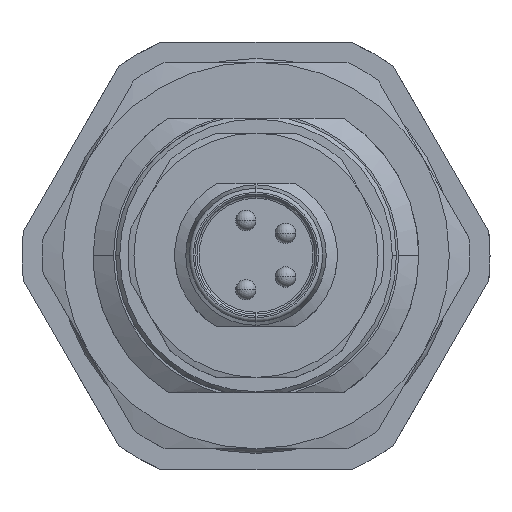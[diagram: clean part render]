
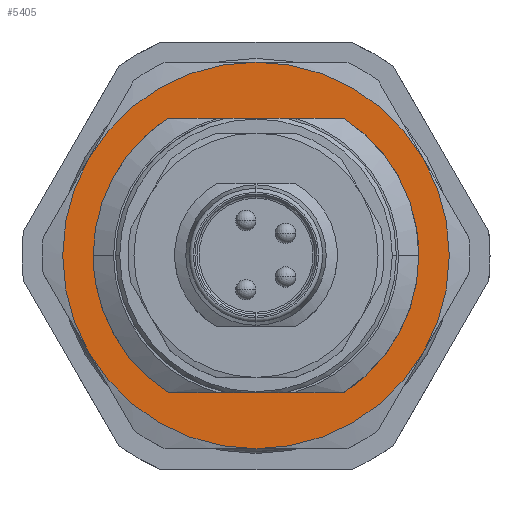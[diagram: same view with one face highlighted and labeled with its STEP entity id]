
A CAD part, top view. The second image highlights one B-rep face of the part: STEP entity #5405.
In plain terms, the highlighted planar face has unit normal (0, 0, 1).
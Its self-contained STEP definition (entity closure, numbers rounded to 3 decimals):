
#5169=AXIS2_PLACEMENT_3D('Circle Axis2P3D',#5167,#5168,$) ;
#5186=AXIS2_PLACEMENT_3D('Circle Axis2P3D',#5184,#5185,$) ;
#5203=AXIS2_PLACEMENT_3D('Circle Axis2P3D',#5201,#5202,$) ;
#5220=AXIS2_PLACEMENT_3D('Circle Axis2P3D',#5218,#5219,$) ;
#5237=AXIS2_PLACEMENT_3D('Circle Axis2P3D',#5235,#5236,$) ;
#5254=AXIS2_PLACEMENT_3D('Circle Axis2P3D',#5252,#5253,$) ;
#5315=AXIS2_PLACEMENT_3D('Plane Axis2P3D',#5312,#5313,#5314) ;
#4805=CARTESIAN_POINT('Vertex',(11.5,1.,33.2)) ;
#4867=CARTESIAN_POINT('Vertex',(3.273,5.75,33.2)) ;
#4929=CARTESIAN_POINT('Vertex',(3.273,15.25,33.2)) ;
#4991=CARTESIAN_POINT('Vertex',(11.5,20.,33.2)) ;
#5053=CARTESIAN_POINT('Vertex',(19.727,15.25,33.2)) ;
#5115=CARTESIAN_POINT('Vertex',(19.727,5.75,33.2)) ;
#5167=CARTESIAN_POINT('Axis2P3D Location',(11.5,10.5,33.2)) ;
#5184=CARTESIAN_POINT('Axis2P3D Location',(11.5,10.5,33.2)) ;
#5201=CARTESIAN_POINT('Axis2P3D Location',(11.5,10.5,33.2)) ;
#5218=CARTESIAN_POINT('Axis2P3D Location',(11.5,10.5,33.2)) ;
#5235=CARTESIAN_POINT('Axis2P3D Location',(11.5,10.5,33.2)) ;
#5252=CARTESIAN_POINT('Axis2P3D Location',(11.5,10.5,33.2)) ;
#5312=CARTESIAN_POINT('Axis2P3D Location',(11.5,10.5,33.2)) ;
#5325=CARTESIAN_POINT('Line Origine',(11.5,17.25,33.2)) ;
#5329=CARTESIAN_POINT('Vertex',(15.794,17.25,33.2)) ;
#5331=CARTESIAN_POINT('Vertex',(7.206,17.25,33.2)) ;
#5335=CARTESIAN_POINT('Control Point',(15.794,17.25,33.2)) ;
#5336=CARTESIAN_POINT('Control Point',(16.495,16.804,33.2)) ;
#5337=CARTESIAN_POINT('Control Point',(17.139,16.266,33.2)) ;
#5338=CARTESIAN_POINT('Control Point',(17.709,15.648,33.2)) ;
#5339=CARTESIAN_POINT('Control Point',(18.642,14.323,33.2)) ;
#5340=CARTESIAN_POINT('Control Point',(19.218,12.811,33.2)) ;
#5341=CARTESIAN_POINT('Control Point',(19.406,12.051,33.2)) ;
#5342=CARTESIAN_POINT('Control Point',(19.5,11.275,33.2)) ;
#5343=CARTESIAN_POINT('Control Point',(19.5,10.5,33.2)) ;
#5344=CARTESIAN_POINT('Vertex',(19.5,10.5,33.2)) ;
#5348=CARTESIAN_POINT('Control Point',(19.5,10.5,33.2)) ;
#5349=CARTESIAN_POINT('Control Point',(19.5,10.444,33.2)) ;
#5350=CARTESIAN_POINT('Control Point',(19.5,10.388,33.2)) ;
#5351=CARTESIAN_POINT('Control Point',(19.499,10.332,33.2)) ;
#5352=CARTESIAN_POINT('Control Point',(19.475,9.445,33.2)) ;
#5353=CARTESIAN_POINT('Control Point',(19.329,8.562,33.2)) ;
#5354=CARTESIAN_POINT('Control Point',(19.085,7.757,33.2)) ;
#5355=CARTESIAN_POINT('Control Point',(18.439,6.333,33.2)) ;
#5356=CARTESIAN_POINT('Control Point',(17.474,5.107,33.2)) ;
#5357=CARTESIAN_POINT('Control Point',(16.964,4.59,33.2)) ;
#5358=CARTESIAN_POINT('Control Point',(16.401,4.136,33.2)) ;
#5359=CARTESIAN_POINT('Control Point',(15.794,3.75,33.2)) ;
#5360=CARTESIAN_POINT('Vertex',(15.794,3.75,33.2)) ;
#5363=CARTESIAN_POINT('Line Origine',(11.5,3.75,33.2)) ;
#5367=CARTESIAN_POINT('Vertex',(7.206,3.75,33.2)) ;
#5371=CARTESIAN_POINT('Control Point',(7.206,3.75,33.2)) ;
#5372=CARTESIAN_POINT('Control Point',(6.505,4.196,33.2)) ;
#5373=CARTESIAN_POINT('Control Point',(5.861,4.734,33.2)) ;
#5374=CARTESIAN_POINT('Control Point',(5.291,5.352,33.2)) ;
#5375=CARTESIAN_POINT('Control Point',(4.358,6.677,33.2)) ;
#5376=CARTESIAN_POINT('Control Point',(3.782,8.189,33.2)) ;
#5377=CARTESIAN_POINT('Control Point',(3.594,8.949,33.2)) ;
#5378=CARTESIAN_POINT('Control Point',(3.5,9.725,33.2)) ;
#5379=CARTESIAN_POINT('Control Point',(3.5,10.5,33.2)) ;
#5380=CARTESIAN_POINT('Vertex',(3.5,10.5,33.2)) ;
#5384=CARTESIAN_POINT('Control Point',(3.5,10.5,33.2)) ;
#5385=CARTESIAN_POINT('Control Point',(3.5,10.556,33.2)) ;
#5386=CARTESIAN_POINT('Control Point',(3.5,10.612,33.2)) ;
#5387=CARTESIAN_POINT('Control Point',(3.501,10.668,33.2)) ;
#5388=CARTESIAN_POINT('Control Point',(3.525,11.555,33.2)) ;
#5389=CARTESIAN_POINT('Control Point',(3.671,12.438,33.2)) ;
#5390=CARTESIAN_POINT('Control Point',(3.915,13.243,33.2)) ;
#5391=CARTESIAN_POINT('Control Point',(4.561,14.667,33.2)) ;
#5392=CARTESIAN_POINT('Control Point',(5.526,15.893,33.2)) ;
#5393=CARTESIAN_POINT('Control Point',(6.036,16.41,33.2)) ;
#5394=CARTESIAN_POINT('Control Point',(6.599,16.864,33.2)) ;
#5395=CARTESIAN_POINT('Control Point',(7.206,17.25,33.2)) ;
#5168=DIRECTION('Axis2P3D Direction',(0.,0.,-1.)) ;
#5185=DIRECTION('Axis2P3D Direction',(0.,0.,-1.)) ;
#5202=DIRECTION('Axis2P3D Direction',(0.,0.,-1.)) ;
#5219=DIRECTION('Axis2P3D Direction',(0.,0.,-1.)) ;
#5236=DIRECTION('Axis2P3D Direction',(0.,0.,-1.)) ;
#5253=DIRECTION('Axis2P3D Direction',(0.,0.,-1.)) ;
#5313=DIRECTION('Axis2P3D Direction',(0.,0.,1.)) ;
#5314=DIRECTION('Axis2P3D XDirection',(-0.866,-0.5,0.)) ;
#5326=DIRECTION('Vector Direction',(-1.,0.,0.)) ;
#5364=DIRECTION('Vector Direction',(1.,0.,0.)) ;
#5327=VECTOR('Line Direction',#5326,1.) ;
#5365=VECTOR('Line Direction',#5364,1.) ;
#5318=ORIENTED_EDGE('',*,*,#5222,.T.) ;
#5319=ORIENTED_EDGE('',*,*,#5205,.T.) ;
#5320=ORIENTED_EDGE('',*,*,#5188,.T.) ;
#5321=ORIENTED_EDGE('',*,*,#5171,.T.) ;
#5322=ORIENTED_EDGE('',*,*,#5256,.T.) ;
#5323=ORIENTED_EDGE('',*,*,#5239,.T.) ;
#5398=ORIENTED_EDGE('',*,*,#5333,.F.) ;
#5399=ORIENTED_EDGE('',*,*,#5346,.T.) ;
#5400=ORIENTED_EDGE('',*,*,#5362,.T.) ;
#5401=ORIENTED_EDGE('',*,*,#5369,.F.) ;
#5402=ORIENTED_EDGE('',*,*,#5382,.T.) ;
#5403=ORIENTED_EDGE('',*,*,#5396,.T.) ;
#5404=FACE_BOUND('',#5397,.T.) ;
#5405=ADVANCED_FACE('Hauptkoerper',(#5324,#5404),#5316,.T.) ;
#5334=B_SPLINE_CURVE_WITH_KNOTS('',5,(#5335,#5336,#5337,#5338,#5339,#5340,#5341,#5342,#5343),.UNSPECIFIED.,.F.,.U.,(6,3,6),(0.,5.879,11.361),.UNSPECIFIED.) ;
#5347=B_SPLINE_CURVE_WITH_KNOTS('',5,(#5348,#5349,#5350,#5351,#5352,#5353,#5354,#5355,#5356,#5357,#5358,#5359),.UNSPECIFIED.,.F.,.U.,(6,3,3,6),(11.361,11.757,17.636,22.723),.UNSPECIFIED.) ;
#5370=B_SPLINE_CURVE_WITH_KNOTS('',5,(#5371,#5372,#5373,#5374,#5375,#5376,#5377,#5378,#5379),.UNSPECIFIED.,.F.,.U.,(6,3,6),(0.,5.879,11.361),.UNSPECIFIED.) ;
#5383=B_SPLINE_CURVE_WITH_KNOTS('',5,(#5384,#5385,#5386,#5387,#5388,#5389,#5390,#5391,#5392,#5393,#5394,#5395),.UNSPECIFIED.,.F.,.U.,(6,3,3,6),(11.361,11.757,17.636,22.723),.UNSPECIFIED.) ;
#5170=CIRCLE('generated circle',#5169,9.5) ;
#5187=CIRCLE('generated circle',#5186,9.5) ;
#5204=CIRCLE('generated circle',#5203,9.5) ;
#5221=CIRCLE('generated circle',#5220,9.5) ;
#5238=CIRCLE('generated circle',#5237,9.5) ;
#5255=CIRCLE('generated circle',#5254,9.5) ;
#5171=EDGE_CURVE('',#4806,#5116,#5170,.F.) ;
#5188=EDGE_CURVE('',#4868,#4806,#5187,.F.) ;
#5205=EDGE_CURVE('',#4930,#4868,#5204,.F.) ;
#5222=EDGE_CURVE('',#4992,#4930,#5221,.F.) ;
#5239=EDGE_CURVE('',#5054,#4992,#5238,.F.) ;
#5256=EDGE_CURVE('',#5116,#5054,#5255,.F.) ;
#5333=EDGE_CURVE('',#5330,#5332,#5328,.T.) ;
#5346=EDGE_CURVE('',#5330,#5345,#5334,.T.) ;
#5362=EDGE_CURVE('',#5345,#5361,#5347,.T.) ;
#5369=EDGE_CURVE('',#5368,#5361,#5366,.T.) ;
#5382=EDGE_CURVE('',#5368,#5381,#5370,.T.) ;
#5396=EDGE_CURVE('',#5381,#5332,#5383,.T.) ;
#5317=EDGE_LOOP('',(#5318,#5319,#5320,#5321,#5322,#5323)) ;
#5397=EDGE_LOOP('',(#5398,#5399,#5400,#5401,#5402,#5403)) ;
#5324=FACE_OUTER_BOUND('',#5317,.T.) ;
#5328=LINE('Line',#5325,#5327) ;
#5366=LINE('Line',#5363,#5365) ;
#5316=PLANE('',#5315) ;
#4806=VERTEX_POINT('',#4805) ;
#4868=VERTEX_POINT('',#4867) ;
#4930=VERTEX_POINT('',#4929) ;
#4992=VERTEX_POINT('',#4991) ;
#5054=VERTEX_POINT('',#5053) ;
#5116=VERTEX_POINT('',#5115) ;
#5330=VERTEX_POINT('',#5329) ;
#5332=VERTEX_POINT('',#5331) ;
#5345=VERTEX_POINT('',#5344) ;
#5361=VERTEX_POINT('',#5360) ;
#5368=VERTEX_POINT('',#5367) ;
#5381=VERTEX_POINT('',#5380) ;
